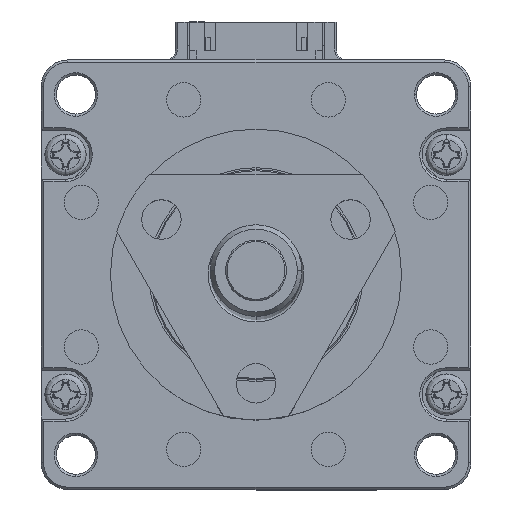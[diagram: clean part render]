
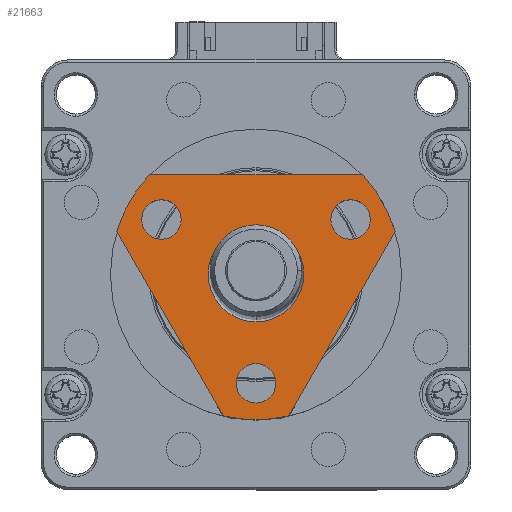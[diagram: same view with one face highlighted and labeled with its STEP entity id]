
A CAD part, top view. The second image highlights one B-rep face of the part: STEP entity #21663.
In plain terms, the highlighted planar face has unit normal (0, 0, 1).
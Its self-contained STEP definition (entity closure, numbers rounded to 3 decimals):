
#147 = ORIENTED_EDGE ( 'NONE', *, *, #19126, .F. ) ;
#267 = VECTOR ( 'NONE', #16333, 1000. ) ;
#302 = CIRCLE ( 'NONE', #10983, 6.25 ) ;
#1491 = CARTESIAN_POINT ( 'NONE',  ( 0., 0., 40.4 ) ) ;
#1582 = CARTESIAN_POINT ( 'NONE',  ( 0., 0., 40.4 ) ) ;
#1894 = EDGE_CURVE ( 'NONE', #8892, #24151, #20199, .T. ) ;
#2094 = CARTESIAN_POINT ( 'NONE',  ( -13.925, 13., 40.4 ) ) ;
#2099 = FACE_BOUND ( 'NONE', #24144, .T. ) ;
#2184 = DIRECTION ( 'NONE',  ( 1., 0., 0. ) ) ;
#2185 = CARTESIAN_POINT ( 'NONE',  ( -12.376, 9.725, 40.4 ) ) ;
#2442 = VERTEX_POINT ( 'NONE', #12111 ) ;
#2455 = CARTESIAN_POINT ( 'NONE',  ( 13.925, 13., 40.4 ) ) ;
#2489 = CARTESIAN_POINT ( 'NONE',  ( 12.376, 7.145, 40.4 ) ) ;
#2805 = DIRECTION ( 'NONE',  ( 1., 0., 0. ) ) ;
#3028 = EDGE_LOOP ( 'NONE', ( #147, #18816 ) ) ;
#3470 = CARTESIAN_POINT ( 'NONE',  ( 0., -14.29, 40.4 ) ) ;
#3481 = PLANE ( 'NONE',  #5689 ) ;
#3529 = DIRECTION ( 'NONE',  ( 0., 0., 1. ) ) ;
#3676 = ORIENTED_EDGE ( 'NONE', *, *, #17327, .F. ) ;
#3733 = VECTOR ( 'NONE', #2184, 1000. ) ;
#4374 = CARTESIAN_POINT ( 'NONE',  ( 0., 13., 40.4 ) ) ;
#4415 = DIRECTION ( 'NONE',  ( 0., 0., 1. ) ) ;
#4510 = CIRCLE ( 'NONE', #11325, 6.25 ) ;
#4672 = EDGE_CURVE ( 'NONE', #12922, #6105, #18073, .T. ) ;
#4738 = EDGE_CURVE ( 'NONE', #24922, #5635, #21822, .T. ) ;
#4761 = DIRECTION ( 'NONE',  ( 0., 1., 0. ) ) ;
#5013 = DIRECTION ( 'NONE',  ( -0.5, -0.866, 0. ) ) ;
#5093 = AXIS2_PLACEMENT_3D ( 'NONE', #18666, #6486, #4761 ) ;
#5538 = AXIS2_PLACEMENT_3D ( 'NONE', #1491, #23441, #23608 ) ;
#5548 = CARTESIAN_POINT ( 'NONE',  ( -12.376, 7.145, 40.4 ) ) ;
#5635 = VERTEX_POINT ( 'NONE', #14428 ) ;
#5689 = AXIS2_PLACEMENT_3D ( 'NONE', #1582, #7718, #9615 ) ;
#5802 = CARTESIAN_POINT ( 'NONE',  ( 6.25, 0., 40.4 ) ) ;
#5894 = EDGE_CURVE ( 'NONE', #9458, #2442, #8958, .T. ) ;
#6094 = CARTESIAN_POINT ( 'NONE',  ( -12.376, 7.145, 40.4 ) ) ;
#6096 = CARTESIAN_POINT ( 'NONE',  ( 0., -19.05, 40.4 ) ) ;
#6105 = VERTEX_POINT ( 'NONE', #8300 ) ;
#6486 = DIRECTION ( 'NONE',  ( 0., 0., 1. ) ) ;
#6645 = DIRECTION ( 'NONE',  ( 0., 0., 1. ) ) ;
#6739 = ORIENTED_EDGE ( 'NONE', *, *, #4672, .F. ) ;
#7042 = CIRCLE ( 'NONE', #25816, 19.05 ) ;
#7070 = EDGE_CURVE ( 'NONE', #8740, #10205, #4510, .T. ) ;
#7132 = CIRCLE ( 'NONE', #17081, 19.05 ) ;
#7436 = VECTOR ( 'NONE', #5013, 1000. ) ;
#7718 = DIRECTION ( 'NONE',  ( 0., 0., -1. ) ) ;
#8137 = LINE ( 'NONE', #10135, #267 ) ;
#8300 = CARTESIAN_POINT ( 'NONE',  ( 12.376, 9.725, 40.4 ) ) ;
#8344 = ORIENTED_EDGE ( 'NONE', *, *, #10360, .F. ) ;
#8470 = DIRECTION ( 'NONE',  ( 0., 0., 1. ) ) ;
#8694 = CARTESIAN_POINT ( 'NONE',  ( -12.376, 4.565, 40.4 ) ) ;
#8740 = VERTEX_POINT ( 'NONE', #5802 ) ;
#8892 = VERTEX_POINT ( 'NONE', #8694 ) ;
#8958 = CIRCLE ( 'NONE', #20667, 2.58 ) ;
#9082 = DIRECTION ( 'NONE',  ( 0., -1., 0. ) ) ;
#9458 = VERTEX_POINT ( 'NONE', #23011 ) ;
#9615 = DIRECTION ( 'NONE',  ( 0., 1., 0. ) ) ;
#9677 = AXIS2_PLACEMENT_3D ( 'NONE', #5548, #3529, #11503 ) ;
#9818 = EDGE_CURVE ( 'NONE', #22577, #21993, #8137, .T. ) ;
#10023 = CARTESIAN_POINT ( 'NONE',  ( -18.221, 5.559, 40.4 ) ) ;
#10135 = CARTESIAN_POINT ( 'NONE',  ( -4.296, -18.559, 40.4 ) ) ;
#10205 = VERTEX_POINT ( 'NONE', #17549 ) ;
#10318 = EDGE_CURVE ( 'NONE', #2442, #9458, #10558, .T. ) ;
#10360 = EDGE_CURVE ( 'NONE', #21993, #21773, #7132, .T. ) ;
#10558 = CIRCLE ( 'NONE', #21593, 2.58 ) ;
#10582 = CIRCLE ( 'NONE', #22443, 19.05 ) ;
#10678 = ORIENTED_EDGE ( 'NONE', *, *, #4738, .F. ) ;
#10911 = VERTEX_POINT ( 'NONE', #2455 ) ;
#10983 = AXIS2_PLACEMENT_3D ( 'NONE', #18525, #8470, #24295 ) ;
#10993 = ORIENTED_EDGE ( 'NONE', *, *, #20801, .F. ) ;
#11175 = FACE_BOUND ( 'NONE', #3028, .T. ) ;
#11246 = DIRECTION ( 'NONE',  ( 0., 0., 1. ) ) ;
#11325 = AXIS2_PLACEMENT_3D ( 'NONE', #22845, #6645, #2805 ) ;
#11503 = DIRECTION ( 'NONE',  ( 0., 1., 0. ) ) ;
#11618 = DIRECTION ( 'NONE',  ( 0., 1., 0. ) ) ;
#11977 = DIRECTION ( 'NONE',  ( 0., -1., 0. ) ) ;
#12111 = CARTESIAN_POINT ( 'NONE',  ( 0., -11.71, 40.4 ) ) ;
#12161 = ORIENTED_EDGE ( 'NONE', *, *, #7070, .F. ) ;
#12851 = CARTESIAN_POINT ( 'NONE',  ( -4.296, -18.559, 40.4 ) ) ;
#12922 = VERTEX_POINT ( 'NONE', #13569 ) ;
#13230 = DIRECTION ( 'NONE',  ( 0., 1., 0. ) ) ;
#13569 = CARTESIAN_POINT ( 'NONE',  ( 12.376, 4.565, 40.4 ) ) ;
#14428 = CARTESIAN_POINT ( 'NONE',  ( 4.296, -18.559, 40.4 ) ) ;
#14602 = FACE_BOUND ( 'NONE', #18290, .T. ) ;
#14903 = CIRCLE ( 'NONE', #18616, 2.58 ) ;
#15390 = ORIENTED_EDGE ( 'NONE', *, *, #19199, .F. ) ;
#15761 = ORIENTED_EDGE ( 'NONE', *, *, #10318, .F. ) ;
#16226 = CARTESIAN_POINT ( 'NONE',  ( 18.221, 5.559, 40.4 ) ) ;
#16333 = DIRECTION ( 'NONE',  ( -0.5, 0.866, 0. ) ) ;
#16410 = EDGE_LOOP ( 'NONE', ( #22041, #6739 ) ) ;
#16480 = DIRECTION ( 'NONE',  ( 0., 1., 0. ) ) ;
#16529 = ORIENTED_EDGE ( 'NONE', *, *, #5894, .F. ) ;
#16563 = ORIENTED_EDGE ( 'NONE', *, *, #21662, .F. ) ;
#17081 = AXIS2_PLACEMENT_3D ( 'NONE', #21947, #24036, #11977 ) ;
#17139 = FACE_BOUND ( 'NONE', #16410, .T. ) ;
#17327 = EDGE_CURVE ( 'NONE', #10205, #8740, #302, .T. ) ;
#17387 = CARTESIAN_POINT ( 'NONE',  ( 0., 0., 40.4 ) ) ;
#17549 = CARTESIAN_POINT ( 'NONE',  ( -6.25, 0., 40.4 ) ) ;
#18073 = CIRCLE ( 'NONE', #5093, 2.58 ) ;
#18290 = EDGE_LOOP ( 'NONE', ( #15761, #16529 ) ) ;
#18439 = DIRECTION ( 'NONE',  ( 0., 1., 0. ) ) ;
#18525 = CARTESIAN_POINT ( 'NONE',  ( 0., 0., 40.4 ) ) ;
#18616 = AXIS2_PLACEMENT_3D ( 'NONE', #2489, #4415, #16480 ) ;
#18666 = CARTESIAN_POINT ( 'NONE',  ( 12.376, 7.145, 40.4 ) ) ;
#18816 = ORIENTED_EDGE ( 'NONE', *, *, #1894, .F. ) ;
#19126 = EDGE_CURVE ( 'NONE', #24151, #8892, #23927, .T. ) ;
#19199 = EDGE_CURVE ( 'NONE', #21798, #22577, #7042, .T. ) ;
#19212 = DIRECTION ( 'NONE',  ( 0., 0., -1. ) ) ;
#19967 = DIRECTION ( 'NONE',  ( 0., 0., -1. ) ) ;
#20083 = DIRECTION ( 'NONE',  ( 0., 0., 1. ) ) ;
#20135 = CARTESIAN_POINT ( 'NONE',  ( 0., 0., 40.4 ) ) ;
#20199 = CIRCLE ( 'NONE', #25416, 2.58 ) ;
#20269 = ORIENTED_EDGE ( 'NONE', *, *, #20618, .F. ) ;
#20547 = CIRCLE ( 'NONE', #5538, 19.05 ) ;
#20618 = EDGE_CURVE ( 'NONE', #21773, #10911, #21576, .T. ) ;
#20667 = AXIS2_PLACEMENT_3D ( 'NONE', #3470, #25473, #11618 ) ;
#20801 = EDGE_CURVE ( 'NONE', #5635, #21798, #10582, .T. ) ;
#20910 = CARTESIAN_POINT ( 'NONE',  ( 18.221, 5.559, 40.4 ) ) ;
#20988 = ORIENTED_EDGE ( 'NONE', *, *, #9818, .F. ) ;
#21035 = EDGE_LOOP ( 'NONE', ( #8344, #20988, #15390, #10993, #10678, #16563, #20269 ) ) ;
#21576 = LINE ( 'NONE', #4374, #3733 ) ;
#21593 = AXIS2_PLACEMENT_3D ( 'NONE', #23232, #11246, #13230 ) ;
#21662 = EDGE_CURVE ( 'NONE', #10911, #24922, #20547, .T. ) ;
#21663 = ADVANCED_FACE ( 'NONE', ( #2099, #11175, #17139, #14602, #24007 ), #3481, .F. ) ;
#21773 = VERTEX_POINT ( 'NONE', #2094 ) ;
#21798 = VERTEX_POINT ( 'NONE', #6096 ) ;
#21822 = LINE ( 'NONE', #20910, #7436 ) ;
#21947 = CARTESIAN_POINT ( 'NONE',  ( 0., 0., 40.4 ) ) ;
#21993 = VERTEX_POINT ( 'NONE', #10023 ) ;
#22018 = EDGE_CURVE ( 'NONE', #6105, #12922, #14903, .T. ) ;
#22041 = ORIENTED_EDGE ( 'NONE', *, *, #22018, .F. ) ;
#22083 = DIRECTION ( 'NONE',  ( 0., -1., 0. ) ) ;
#22443 = AXIS2_PLACEMENT_3D ( 'NONE', #17387, #19212, #9082 ) ;
#22577 = VERTEX_POINT ( 'NONE', #12851 ) ;
#22845 = CARTESIAN_POINT ( 'NONE',  ( 0., 0., 40.4 ) ) ;
#23011 = CARTESIAN_POINT ( 'NONE',  ( 0., -16.87, 40.4 ) ) ;
#23232 = CARTESIAN_POINT ( 'NONE',  ( 0., -14.29, 40.4 ) ) ;
#23441 = DIRECTION ( 'NONE',  ( 0., 0., -1. ) ) ;
#23608 = DIRECTION ( 'NONE',  ( 0., -1., 0. ) ) ;
#23927 = CIRCLE ( 'NONE', #9677, 2.58 ) ;
#24007 = FACE_OUTER_BOUND ( 'NONE', #21035, .T. ) ;
#24036 = DIRECTION ( 'NONE',  ( 0., 0., -1. ) ) ;
#24144 = EDGE_LOOP ( 'NONE', ( #12161, #3676 ) ) ;
#24151 = VERTEX_POINT ( 'NONE', #2185 ) ;
#24295 = DIRECTION ( 'NONE',  ( 1., 0., 0. ) ) ;
#24922 = VERTEX_POINT ( 'NONE', #16226 ) ;
#25416 = AXIS2_PLACEMENT_3D ( 'NONE', #6094, #20083, #18439 ) ;
#25473 = DIRECTION ( 'NONE',  ( 0., 0., 1. ) ) ;
#25816 = AXIS2_PLACEMENT_3D ( 'NONE', #20135, #19967, #22083 ) ;
